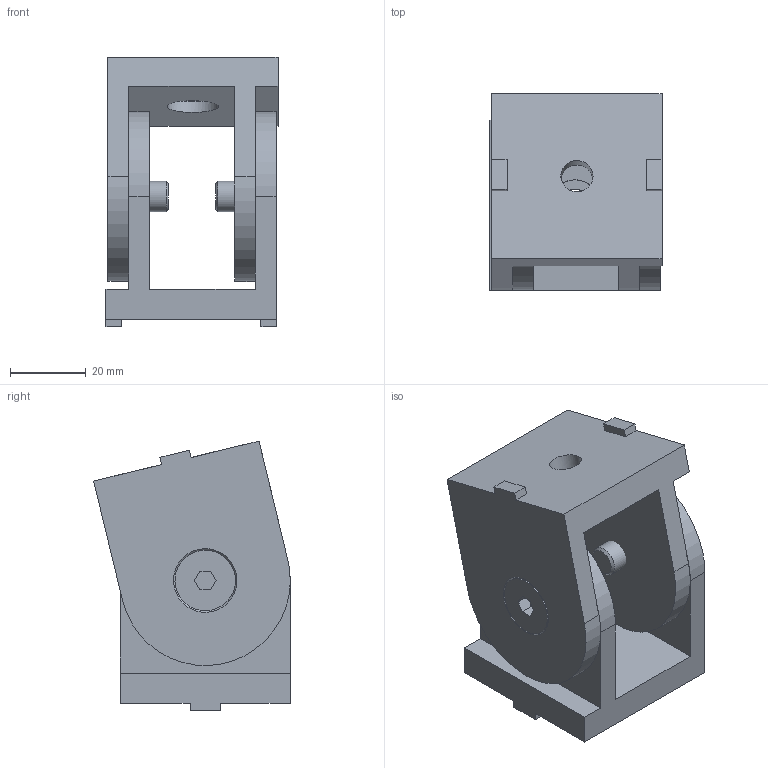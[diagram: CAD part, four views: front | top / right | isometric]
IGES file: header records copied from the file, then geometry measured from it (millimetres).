
Global section: file name: 324545; native system: Autodesk Inventor 2021; preprocessor: unknown; author: Rosický,; organization: 11; date: 20221007.080055; units: millimetre
Bounding box: 45.5 x 52 x 71.37 mm (x, y, z)
Volume: 73510.7 mm3; surface area: 30029.5 mm2
Topology: 4 solids, 4 shells, 80 faces, 218 edges, 150 vertices
Faces by surface type: bspline 80
